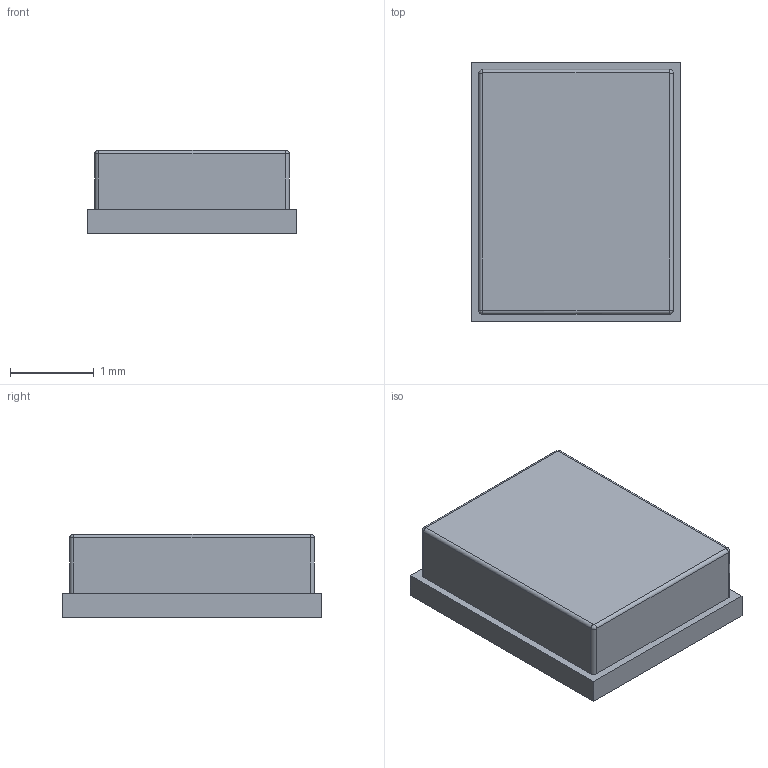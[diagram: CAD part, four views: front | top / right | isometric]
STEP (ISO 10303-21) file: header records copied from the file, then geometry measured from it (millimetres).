
FILE_DESCRIPTION(/* description */ (''),/* implementation_level */ '2;1');
FILE_NAME(/* name */ 'SPW0878LR5H-1',/* time_stamp */ '2023-12-01T13:01:12+01:00',/* author */ (''),/* organization */ (''),/* preprocessor_version */ 'ST-DEVELOPER v16.5',/* originating_system */ '',/* authorisation */ '');
FILE_SCHEMA (('CONFIG_CONTROL_DESIGN'));
Length unit declared in the file: millimetre
Products named in the file (1): Document
Bounding box: 2.5 x 3.1 x 0.99 mm (x, y, z)
Volume: 7 mm3; surface area: 39.4 mm2
Topology: 2 solids, 2 shells, 24 faces, 53 edges, 33 vertices
Faces by surface type: bspline 24
Entity records: 1292 total; most frequent: CARTESIAN_POINT 556, B_SPLINE_CURVE_WITH_KNOTS 108, ORIENTED_EDGE 104, PCURVE 104, DEFINITIONAL_REPRESENTATION 104, SURFACE_CURVE 52, EDGE_CURVE 52, VERTEX_POINT 32
